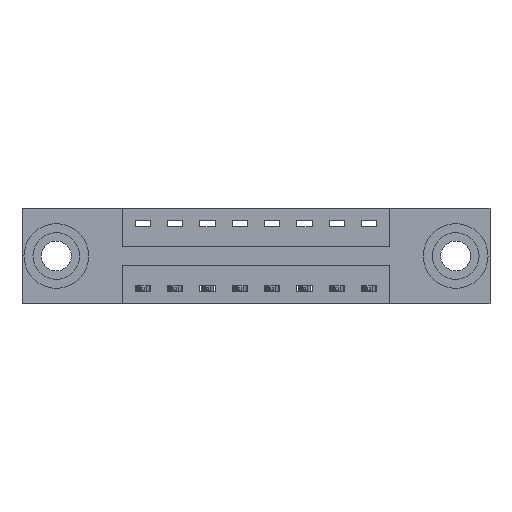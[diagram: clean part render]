
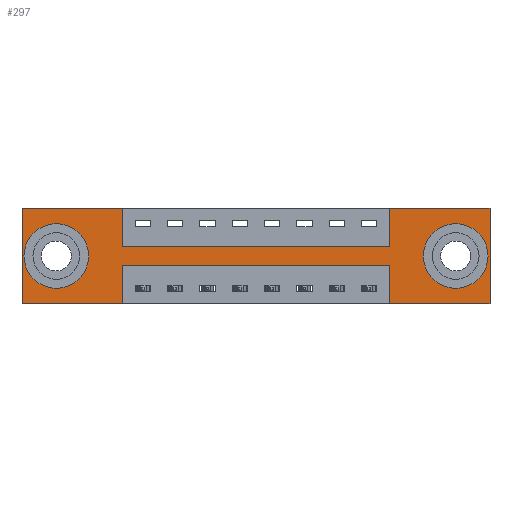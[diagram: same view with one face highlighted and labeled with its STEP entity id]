
A CAD part, front view. The second image highlights one B-rep face of the part: STEP entity #297.
In plain terms, the highlighted planar face has unit normal (0, -1, 0).
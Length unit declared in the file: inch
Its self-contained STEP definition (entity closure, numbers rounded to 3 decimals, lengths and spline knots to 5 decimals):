
#36 = DIRECTION ( 'NONE',  ( 0., -1., 0. ) ) ;
#65 = DIRECTION ( 'NONE',  ( 0., 0., -1. ) ) ;
#121 = CIRCLE ( 'NONE', #3971, 0.078 ) ;
#242 = LINE ( 'NONE', #2219, #4240 ) ;
#254 = DIRECTION ( 'NONE',  ( 0., 0., -1. ) ) ;
#270 = CARTESIAN_POINT ( 'NONE',  ( 1.6775, 0., -0.185 ) ) ;
#286 = CIRCLE ( 'NONE', #9291, 0.078 ) ;
#297 = ADVANCED_FACE ( 'NONE', ( #2383, #6284, #6031 ), #6062, .T. ) ;
#370 = VECTOR ( 'NONE', #254, 39.37008 ) ;
#439 = CARTESIAN_POINT ( 'NONE',  ( 0.3875, 0., -0.37 ) ) ;
#444 = CARTESIAN_POINT ( 'NONE',  ( 1.6775, 0., -0.263 ) ) ;
#468 = CARTESIAN_POINT ( 'NONE',  ( 0.3875, 0., -0.22 ) ) ;
#560 = CARTESIAN_POINT ( 'NONE',  ( 0., 0., 0. ) ) ;
#632 = VERTEX_POINT ( 'NONE', #2521 ) ;
#659 = DIRECTION ( 'NONE',  ( 1., 0., 0. ) ) ;
#669 = LINE ( 'NONE', #10125, #8797 ) ;
#807 = VERTEX_POINT ( 'NONE', #8863 ) ;
#883 = EDGE_CURVE ( 'NONE', #2508, #2442, #2498, .T. ) ;
#908 = CARTESIAN_POINT ( 'NONE',  ( 1.81, 0., 0. ) ) ;
#1012 = CARTESIAN_POINT ( 'NONE',  ( 1.4225, 0., -0.15 ) ) ;
#1041 = LINE ( 'NONE', #4729, #2931 ) ;
#1112 = DIRECTION ( 'NONE',  ( 0., 0., -1. ) ) ;
#1152 = VERTEX_POINT ( 'NONE', #7932 ) ;
#1170 = LINE ( 'NONE', #2342, #4871 ) ;
#1250 = VERTEX_POINT ( 'NONE', #6360 ) ;
#1283 = LINE ( 'NONE', #439, #3153 ) ;
#1295 = DIRECTION ( 'NONE',  ( 0., 0., -1. ) ) ;
#1319 = CARTESIAN_POINT ( 'NONE',  ( 0.3875, 0., -0.37 ) ) ;
#1420 = DIRECTION ( 'NONE',  ( 0., 0., 1. ) ) ;
#1426 = AXIS2_PLACEMENT_3D ( 'NONE', #270, #5821, #1112 ) ;
#1556 = CARTESIAN_POINT ( 'NONE',  ( 1.4225, 0., -0.37 ) ) ;
#1729 = VERTEX_POINT ( 'NONE', #468 ) ;
#1761 = DIRECTION ( 'NONE',  ( 0., 0., -1. ) ) ;
#1841 = EDGE_CURVE ( 'NONE', #5596, #4115, #286, .T. ) ;
#1903 = CARTESIAN_POINT ( 'NONE',  ( 1.81, 0., 0. ) ) ;
#1945 = VERTEX_POINT ( 'NONE', #1556 ) ;
#2138 = DIRECTION ( 'NONE',  ( 1., 0., 0. ) ) ;
#2219 = CARTESIAN_POINT ( 'NONE',  ( 0., 0., 0. ) ) ;
#2256 = CARTESIAN_POINT ( 'NONE',  ( 0.1325, 0., -0.185 ) ) ;
#2342 = CARTESIAN_POINT ( 'NONE',  ( 0.3875, 0., -0.22 ) ) ;
#2380 = ORIENTED_EDGE ( 'NONE', *, *, #1841, .T. ) ;
#2383 = FACE_BOUND ( 'NONE', #8382, .T. ) ;
#2399 = ORIENTED_EDGE ( 'NONE', *, *, #3927, .T. ) ;
#2410 = ORIENTED_EDGE ( 'NONE', *, *, #5695, .T. ) ;
#2430 = VERTEX_POINT ( 'NONE', #5221 ) ;
#2442 = VERTEX_POINT ( 'NONE', #2797 ) ;
#2444 = ORIENTED_EDGE ( 'NONE', *, *, #9510, .T. ) ;
#2498 = LINE ( 'NONE', #6799, #6624 ) ;
#2501 = ORIENTED_EDGE ( 'NONE', *, *, #6240, .F. ) ;
#2508 = VERTEX_POINT ( 'NONE', #1319 ) ;
#2511 = ORIENTED_EDGE ( 'NONE', *, *, #5171, .F. ) ;
#2519 = ORIENTED_EDGE ( 'NONE', *, *, #4671, .F. ) ;
#2521 = CARTESIAN_POINT ( 'NONE',  ( 1.4225, 0., 0. ) ) ;
#2529 = ORIENTED_EDGE ( 'NONE', *, *, #9638, .F. ) ;
#2563 = VECTOR ( 'NONE', #5010, 39.37008 ) ;
#2590 = ORIENTED_EDGE ( 'NONE', *, *, #9862, .F. ) ;
#2636 = ORIENTED_EDGE ( 'NONE', *, *, #9849, .F. ) ;
#2647 = ORIENTED_EDGE ( 'NONE', *, *, #4139, .F. ) ;
#2666 = ORIENTED_EDGE ( 'NONE', *, *, #10091, .F. ) ;
#2703 = ORIENTED_EDGE ( 'NONE', *, *, #9045, .F. ) ;
#2767 = ORIENTED_EDGE ( 'NONE', *, *, #4167, .F. ) ;
#2778 = ORIENTED_EDGE ( 'NONE', *, *, #10065, .F. ) ;
#2795 = ORIENTED_EDGE ( 'NONE', *, *, #883, .F. ) ;
#2797 = CARTESIAN_POINT ( 'NONE',  ( 0., 0., -0.37 ) ) ;
#2856 = DIRECTION ( 'NONE',  ( 0., 1., 0. ) ) ;
#2874 = VERTEX_POINT ( 'NONE', #560 ) ;
#2931 = VECTOR ( 'NONE', #5482, 39.37008 ) ;
#3046 = DIRECTION ( 'NONE',  ( 0., 0., 1. ) ) ;
#3054 = CARTESIAN_POINT ( 'NONE',  ( 0.3875, 0., -0.15 ) ) ;
#3153 = VECTOR ( 'NONE', #1295, 39.37008 ) ;
#3265 = AXIS2_PLACEMENT_3D ( 'NONE', #7405, #36, #65 ) ;
#3681 = VECTOR ( 'NONE', #9136, 39.37008 ) ;
#3927 = EDGE_CURVE ( 'NONE', #4115, #5596, #5129, .T. ) ;
#3971 = AXIS2_PLACEMENT_3D ( 'NONE', #9273, #4599, #10048 ) ;
#4115 = VERTEX_POINT ( 'NONE', #444 ) ;
#4139 = EDGE_CURVE ( 'NONE', #7002, #632, #7825, .T. ) ;
#4150 = VECTOR ( 'NONE', #4208, 39.37008 ) ;
#4167 = EDGE_CURVE ( 'NONE', #2874, #2430, #5736, .T. ) ;
#4208 = DIRECTION ( 'NONE',  ( 0., 0., 1. ) ) ;
#4235 = CARTESIAN_POINT ( 'NONE',  ( 0., 0., 0. ) ) ;
#4240 = VECTOR ( 'NONE', #1420, 39.37008 ) ;
#4599 = DIRECTION ( 'NONE',  ( 0., 1., 0. ) ) ;
#4671 = EDGE_CURVE ( 'NONE', #1945, #5620, #8567, .T. ) ;
#4729 = CARTESIAN_POINT ( 'NONE',  ( 0., 0., -0.37 ) ) ;
#4871 = VECTOR ( 'NONE', #9399, 39.37008 ) ;
#5010 = DIRECTION ( 'NONE',  ( 1., 0., 0. ) ) ;
#5075 = VERTEX_POINT ( 'NONE', #10045 ) ;
#5129 = CIRCLE ( 'NONE', #1426, 0.078 ) ;
#5171 = EDGE_CURVE ( 'NONE', #5620, #1729, #1170, .T. ) ;
#5221 = CARTESIAN_POINT ( 'NONE',  ( 0.3875, 0., 0. ) ) ;
#5235 = CARTESIAN_POINT ( 'NONE',  ( 0., 0., 0. ) ) ;
#5477 = VECTOR ( 'NONE', #2138, 39.37008 ) ;
#5482 = DIRECTION ( 'NONE',  ( -1., 0., 0. ) ) ;
#5596 = VERTEX_POINT ( 'NONE', #7579 ) ;
#5620 = VERTEX_POINT ( 'NONE', #9185 ) ;
#5695 = EDGE_CURVE ( 'NONE', #5075, #1152, #8297, .T. ) ;
#5736 = LINE ( 'NONE', #5235, #5477 ) ;
#5739 = CARTESIAN_POINT ( 'NONE',  ( 1.4225, 0., -0.37 ) ) ;
#5821 = DIRECTION ( 'NONE',  ( 0., 1., 0. ) ) ;
#6031 = FACE_OUTER_BOUND ( 'NONE', #6041, .T. ) ;
#6041 = EDGE_LOOP ( 'NONE', ( #2501, #2511, #2519, #2529, #2590, #2636, #2647, #2666, #2703, #2767, #2778, #2795 ) ) ;
#6062 = PLANE ( 'NONE',  #3265 ) ;
#6240 = EDGE_CURVE ( 'NONE', #1729, #2508, #1283, .T. ) ;
#6284 = FACE_BOUND ( 'NONE', #9436, .T. ) ;
#6360 = CARTESIAN_POINT ( 'NONE',  ( 0.3875, 0., -0.15 ) ) ;
#6624 = VECTOR ( 'NONE', #6810, 39.37008 ) ;
#6799 = CARTESIAN_POINT ( 'NONE',  ( 0., 0., -0.37 ) ) ;
#6810 = DIRECTION ( 'NONE',  ( -1., 0., 0. ) ) ;
#7002 = VERTEX_POINT ( 'NONE', #1012 ) ;
#7274 = AXIS2_PLACEMENT_3D ( 'NONE', #2256, #7715, #3046 ) ;
#7405 = CARTESIAN_POINT ( 'NONE',  ( 0., 0., -0.37 ) ) ;
#7579 = CARTESIAN_POINT ( 'NONE',  ( 1.6775, 0., -0.107 ) ) ;
#7715 = DIRECTION ( 'NONE',  ( 0., 1., 0. ) ) ;
#7800 = DIRECTION ( 'NONE',  ( 0., 0., -1. ) ) ;
#7825 = LINE ( 'NONE', #8332, #3681 ) ;
#7932 = CARTESIAN_POINT ( 'NONE',  ( 0.1325, 0., -0.263 ) ) ;
#8152 = LINE ( 'NONE', #3054, #9984 ) ;
#8297 = CIRCLE ( 'NONE', #7274, 0.078 ) ;
#8332 = CARTESIAN_POINT ( 'NONE',  ( 1.4225, 0., 0. ) ) ;
#8382 = EDGE_LOOP ( 'NONE', ( #2380, #2399 ) ) ;
#8543 = LINE ( 'NONE', #1903, #370 ) ;
#8567 = LINE ( 'NONE', #5739, #4150 ) ;
#8779 = LINE ( 'NONE', #4235, #2563 ) ;
#8797 = VECTOR ( 'NONE', #7800, 39.37008 ) ;
#8833 = CARTESIAN_POINT ( 'NONE',  ( 1.6775, 0., -0.185 ) ) ;
#8863 = CARTESIAN_POINT ( 'NONE',  ( 1.81, 0., -0.37 ) ) ;
#9045 = EDGE_CURVE ( 'NONE', #2430, #1250, #669, .T. ) ;
#9136 = DIRECTION ( 'NONE',  ( 0., 0., 1. ) ) ;
#9185 = CARTESIAN_POINT ( 'NONE',  ( 1.4225, 0., -0.22 ) ) ;
#9273 = CARTESIAN_POINT ( 'NONE',  ( 0.1325, 0., -0.185 ) ) ;
#9291 = AXIS2_PLACEMENT_3D ( 'NONE', #8833, #2856, #1761 ) ;
#9399 = DIRECTION ( 'NONE',  ( -1., 0., 0. ) ) ;
#9436 = EDGE_LOOP ( 'NONE', ( #2410, #2444 ) ) ;
#9510 = EDGE_CURVE ( 'NONE', #1152, #5075, #121, .T. ) ;
#9638 = EDGE_CURVE ( 'NONE', #807, #1945, #1041, .T. ) ;
#9743 = VERTEX_POINT ( 'NONE', #908 ) ;
#9849 = EDGE_CURVE ( 'NONE', #632, #9743, #8779, .T. ) ;
#9862 = EDGE_CURVE ( 'NONE', #9743, #807, #8543, .T. ) ;
#9984 = VECTOR ( 'NONE', #659, 39.37008 ) ;
#10045 = CARTESIAN_POINT ( 'NONE',  ( 0.1325, 0., -0.107 ) ) ;
#10048 = DIRECTION ( 'NONE',  ( 0., 0., 1. ) ) ;
#10065 = EDGE_CURVE ( 'NONE', #2442, #2874, #242, .T. ) ;
#10091 = EDGE_CURVE ( 'NONE', #1250, #7002, #8152, .T. ) ;
#10125 = CARTESIAN_POINT ( 'NONE',  ( 0.3875, 0., 0. ) ) ;
